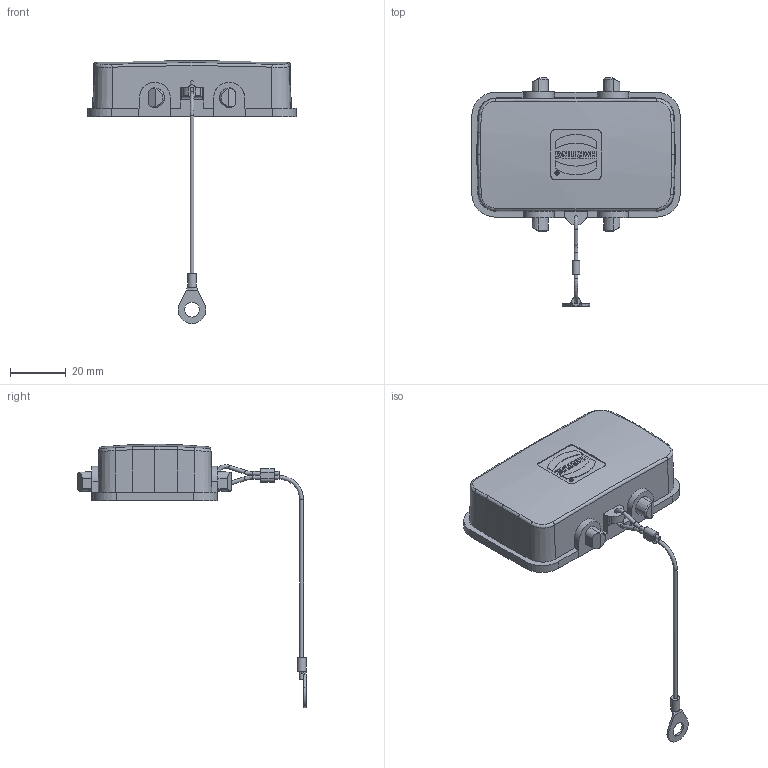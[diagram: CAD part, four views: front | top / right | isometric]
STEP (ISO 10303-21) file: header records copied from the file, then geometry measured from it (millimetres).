
FILE_DESCRIPTION(/* description */ (''),/* implementation_level */ '2;1');
FILE_NAME(/* name */ '100980996ugm000_a.stp',/* time_stamp */ '2022-03-12T12:33:43+01:00',/* author */ (''),/* organization */ (''),/* preprocessor_version */ 'ST-DEVELOPER v16.7',/* originating_system */ 'SIEMENS PLM Software NX 1911',/* authorisation */ '');
FILE_SCHEMA (('AUTOMOTIVE_DESIGN { 1 0 10303 214 3 1 1 1 }'));
Length unit declared in the file: millimetre
Products named in the file (1): 100980996ugm000_a
Bounding box: 74.5 x 81.5 x 94.08 mm (x, y, z)
Volume: 14687.6 mm3; surface area: 15054.1 mm2
Topology: 1 solids, 1 shells, 278 faces, 693 edges, 446 vertices
Faces by surface type: plane 165, bspline 42, cylinder 33, cone 32, extrusion 6
Full cylindrical faces by diameter (mm): 1.006 x1, 1.477 x1, 3.2 x1, 5.3 x1
Entity records: 10994 total; most frequent: CARTESIAN_POINT 3344, ORIENTED_EDGE 1348, DIRECTION 1186, EDGE_CURVE 674, VERTEX_POINT 444, VECTOR 440, LINE 434, AXIS2_PLACEMENT_3D 373
